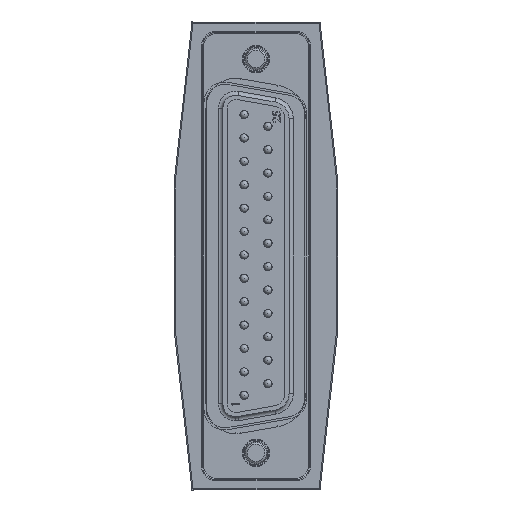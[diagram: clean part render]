
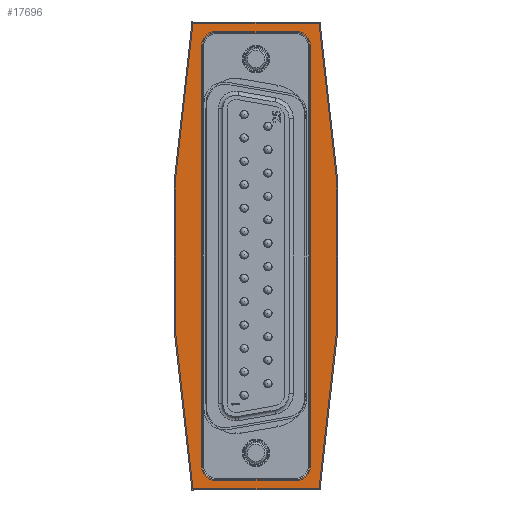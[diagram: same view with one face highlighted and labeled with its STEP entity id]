
A CAD part, left-side view. The second image highlights one B-rep face of the part: STEP entity #17696.
In plain terms, the highlighted face is planar.
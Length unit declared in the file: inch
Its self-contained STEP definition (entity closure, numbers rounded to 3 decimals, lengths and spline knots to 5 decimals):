
#7397 = VERTEX_POINT ( 'NONE', #27270 ) ;
#7413 = EDGE_CURVE ( 'NONE', #7397, #14987, #27307, .T. ) ;
#14770 = VERTEX_POINT ( 'NONE', #51151 ) ;
#14987 = VERTEX_POINT ( 'NONE', #52335 ) ;
#15045 = EDGE_CURVE ( 'NONE', #14770, #14987, #52461, .T. ) ;
#17566 = EDGE_LOOP ( 'NONE', ( #17569, #17674, #17713, #17722, #17687, #17690, #17693, #17704 ) ) ;
#17569 = ORIENTED_EDGE ( 'NONE', *, *, #17683, .F. ) ;
#17571 = VERTEX_POINT ( 'NONE', #56044 ) ;
#17574 = VERTEX_POINT ( 'NONE', #56122 ) ;
#17674 = ORIENTED_EDGE ( 'NONE', *, *, #17675, .T. ) ;
#17675 = EDGE_CURVE ( 'NONE', #17571, #17721, #56400, .T. ) ;
#17683 = EDGE_CURVE ( 'NONE', #17571, #17574, #56418, .T. ) ;
#17686 = VERTEX_POINT ( 'NONE', #56473 ) ;
#17687 = ORIENTED_EDGE ( 'NONE', *, *, #17688, .F. ) ;
#17688 = EDGE_CURVE ( 'NONE', #17689, #17686, #56472, .T. ) ;
#17689 = VERTEX_POINT ( 'NONE', #56468 ) ;
#17690 = ORIENTED_EDGE ( 'NONE', *, *, #17691, .T. ) ;
#17691 = EDGE_CURVE ( 'NONE', #17689, #17692, #56467, .T. ) ;
#17692 = VERTEX_POINT ( 'NONE', #56462 ) ;
#17693 = ORIENTED_EDGE ( 'NONE', *, *, #17726, .F. ) ;
#17696 = ADVANCED_FACE ( 'NONE', ( #56457, #56456 ), #56460, .F. ) ;
#17703 = VERTEX_POINT ( 'NONE', #56501 ) ;
#17704 = ORIENTED_EDGE ( 'NONE', *, *, #17705, .T. ) ;
#17705 = EDGE_CURVE ( 'NONE', #17703, #17574, #56499, .T. ) ;
#17706 = ORIENTED_EDGE ( 'NONE', *, *, #17718, .T. ) ;
#17707 = EDGE_LOOP ( 'NONE', ( #17710, #17709, #17712, #17706 ) ) ;
#17709 = ORIENTED_EDGE ( 'NONE', *, *, #15045, .F. ) ;
#17710 = ORIENTED_EDGE ( 'NONE', *, *, #7413, .T. ) ;
#17711 = EDGE_CURVE ( 'NONE', #17715, #14770, #56488, .T. ) ;
#17712 = ORIENTED_EDGE ( 'NONE', *, *, #17711, .F. ) ;
#17713 = ORIENTED_EDGE ( 'NONE', *, *, #17717, .F. ) ;
#17714 = EDGE_CURVE ( 'NONE', #17720, #17686, #56484, .T. ) ;
#17715 = VERTEX_POINT ( 'NONE', #56479 ) ;
#17717 = EDGE_CURVE ( 'NONE', #17720, #17721, #56546, .T. ) ;
#17718 = EDGE_CURVE ( 'NONE', #17715, #7397, #56541, .T. ) ;
#17720 = VERTEX_POINT ( 'NONE', #56542 ) ;
#17721 = VERTEX_POINT ( 'NONE', #56540 ) ;
#17722 = ORIENTED_EDGE ( 'NONE', *, *, #17714, .T. ) ;
#17726 = EDGE_CURVE ( 'NONE', #17703, #17692, #56568, .T. ) ;
#27270 = CARTESIAN_POINT ( 'NONE',  ( -1.10039, 0.30118, 0. ) ) ;
#27299 = DIRECTION ( 'NONE',  ( 0., -1., 0. ) ) ;
#27300 = VECTOR ( 'NONE', #27299, 39.37008 ) ;
#27301 = CARTESIAN_POINT ( 'NONE',  ( -1.10039, 0.30118, 0. ) ) ;
#27307 = LINE ( 'NONE', #27301, #27300 ) ;
#51151 = CARTESIAN_POINT ( 'NONE',  ( 1.10039, -0.30118, 0. ) ) ;
#52335 = CARTESIAN_POINT ( 'NONE',  ( -1.10039, -0.30118, 0. ) ) ;
#52456 = CARTESIAN_POINT ( 'NONE',  ( -1.10039, -0.30118, 0. ) ) ;
#52457 = CARTESIAN_POINT ( 'NONE',  ( -0.3719, -0.42345, 0. ) ) ;
#52458 = CARTESIAN_POINT ( 'NONE',  ( 0.3719, -0.42345, 0. ) ) ;
#52459 = CARTESIAN_POINT ( 'NONE',  ( 1.10039, -0.30118, 0. ) ) ;
#52461 = B_SPLINE_CURVE_WITH_KNOTS ( 'NONE', 3,
 ( #52459, #52458, #52457, #52456 ),
 .UNSPECIFIED., .F., .F.,
 ( 4, 4 ),
 ( 0., 1. ),
 .UNSPECIFIED. ) ;
#56044 = CARTESIAN_POINT ( 'NONE',  ( -0.99097, -0.25, 0. ) ) ;
#56122 = CARTESIAN_POINT ( 'NONE',  ( 0.99098, -0.25, 0. ) ) ;
#56396 = DIRECTION ( 'NONE',  ( -1., 0., 0. ) ) ;
#56397 = DIRECTION ( 'NONE',  ( 0., 0., -1. ) ) ;
#56398 = CARTESIAN_POINT ( 'NONE',  ( -0.99098, -0.19, 0. ) ) ;
#56399 = AXIS2_PLACEMENT_3D ( 'NONE', #56398, #56397, #56396 ) ;
#56400 = CIRCLE ( 'NONE', #56399, 0.06 ) ;
#56416 = DIRECTION ( 'NONE',  ( 1., 0., 0. ) ) ;
#56417 = CARTESIAN_POINT ( 'NONE',  ( -1.05097, -0.25, 0. ) ) ;
#56418 = LINE ( 'NONE', #56417, #56478 ) ;
#56450 = CARTESIAN_POINT ( 'NONE',  ( -1.10039, 0.30118, 0. ) ) ;
#56451 = AXIS2_PLACEMENT_3D ( 'NONE', #56450, #56514, #56513 ) ;
#56456 = FACE_OUTER_BOUND ( 'NONE', #17707, .T. ) ;
#56457 = FACE_BOUND ( 'NONE', #17566, .T. ) ;
#56460 = PLANE ( 'NONE',  #56451 ) ;
#56462 = CARTESIAN_POINT ( 'NONE',  ( 1.05097, 0.19, 0. ) ) ;
#56463 = DIRECTION ( 'NONE',  ( -1., 0., 0. ) ) ;
#56464 = DIRECTION ( 'NONE',  ( 0., 0., -1. ) ) ;
#56465 = CARTESIAN_POINT ( 'NONE',  ( 0.99097, 0.19, 0. ) ) ;
#56466 = AXIS2_PLACEMENT_3D ( 'NONE', #56465, #56464, #56463 ) ;
#56467 = CIRCLE ( 'NONE', #56466, 0.06 ) ;
#56468 = CARTESIAN_POINT ( 'NONE',  ( 0.99097, 0.25, 0. ) ) ;
#56469 = DIRECTION ( 'NONE',  ( -1., 0., 0. ) ) ;
#56470 = VECTOR ( 'NONE', #56469, 39.37008 ) ;
#56471 = CARTESIAN_POINT ( 'NONE',  ( -1.05098, 0.25, 0. ) ) ;
#56472 = LINE ( 'NONE', #56471, #56470 ) ;
#56473 = CARTESIAN_POINT ( 'NONE',  ( -0.99098, 0.25, 0. ) ) ;
#56478 = VECTOR ( 'NONE', #56416, 39.37008 ) ;
#56479 = CARTESIAN_POINT ( 'NONE',  ( 1.10039, 0.30118, 0. ) ) ;
#56480 = DIRECTION ( 'NONE',  ( -1., 0., 0. ) ) ;
#56481 = DIRECTION ( 'NONE',  ( 0., 0., -1. ) ) ;
#56482 = CARTESIAN_POINT ( 'NONE',  ( -0.99098, 0.19, 0. ) ) ;
#56483 = AXIS2_PLACEMENT_3D ( 'NONE', #56482, #56481, #56480 ) ;
#56484 = CIRCLE ( 'NONE', #56483, 0.06 ) ;
#56485 = DIRECTION ( 'NONE',  ( 0., -1., 0. ) ) ;
#56486 = VECTOR ( 'NONE', #56485, 39.37008 ) ;
#56487 = CARTESIAN_POINT ( 'NONE',  ( 1.10039, 0.30118, 0. ) ) ;
#56488 = LINE ( 'NONE', #56487, #56486 ) ;
#56495 = DIRECTION ( 'NONE',  ( -1., 0., 0. ) ) ;
#56496 = DIRECTION ( 'NONE',  ( 0., 0., -1. ) ) ;
#56497 = CARTESIAN_POINT ( 'NONE',  ( 0.99097, -0.19, 0. ) ) ;
#56498 = AXIS2_PLACEMENT_3D ( 'NONE', #56497, #56496, #56495 ) ;
#56499 = CIRCLE ( 'NONE', #56498, 0.06 ) ;
#56501 = CARTESIAN_POINT ( 'NONE',  ( 1.05098, -0.19, 0. ) ) ;
#56513 = DIRECTION ( 'NONE',  ( -1., 0., 0. ) ) ;
#56514 = DIRECTION ( 'NONE',  ( 0., 0., -1. ) ) ;
#56529 = CARTESIAN_POINT ( 'NONE',  ( -1.10039, 0.30118, 0. ) ) ;
#56530 = CARTESIAN_POINT ( 'NONE',  ( -0.91857, 0.3317, 0. ) ) ;
#56531 = CARTESIAN_POINT ( 'NONE',  ( -0.73581, 0.35461, 0. ) ) ;
#56532 = CARTESIAN_POINT ( 'NONE',  ( -0.3684, 0.38523, 0. ) ) ;
#56533 = CARTESIAN_POINT ( 'NONE',  ( -0.18434, 0.39289, 0. ) ) ;
#56534 = CARTESIAN_POINT ( 'NONE',  ( 0.18434, 0.39289, 0. ) ) ;
#56536 = CARTESIAN_POINT ( 'NONE',  ( 0.3684, 0.38523, 0. ) ) ;
#56537 = CARTESIAN_POINT ( 'NONE',  ( 0.73581, 0.35461, 0. ) ) ;
#56538 = CARTESIAN_POINT ( 'NONE',  ( 0.91858, 0.3317, 0. ) ) ;
#56539 = CARTESIAN_POINT ( 'NONE',  ( 1.10039, 0.30118, 0. ) ) ;
#56540 = CARTESIAN_POINT ( 'NONE',  ( -1.05098, -0.19, 0. ) ) ;
#56541 = B_SPLINE_CURVE_WITH_KNOTS ( 'NONE', 3,
 ( #56539, #56538, #56537, #56536, #56534, #56533, #56532, #56531, #56530, #56529 ),
 .UNSPECIFIED., .F., .F.,
 ( 4, 2, 2, 2, 4 ),
 ( 0., 0.25, 0.5, 0.75, 1. ),
 .UNSPECIFIED. ) ;
#56542 = CARTESIAN_POINT ( 'NONE',  ( -1.05098, 0.19, 0. ) ) ;
#56543 = DIRECTION ( 'NONE',  ( 0., -1., 0. ) ) ;
#56544 = VECTOR ( 'NONE', #56543, 39.37008 ) ;
#56545 = CARTESIAN_POINT ( 'NONE',  ( -1.05098, 0.25, 0. ) ) ;
#56546 = LINE ( 'NONE', #56545, #56544 ) ;
#56565 = DIRECTION ( 'NONE',  ( 0., 1., 0. ) ) ;
#56566 = VECTOR ( 'NONE', #56565, 39.37008 ) ;
#56567 = CARTESIAN_POINT ( 'NONE',  ( 1.05097, 0.25, 0. ) ) ;
#56568 = LINE ( 'NONE', #56567, #56566 ) ;
